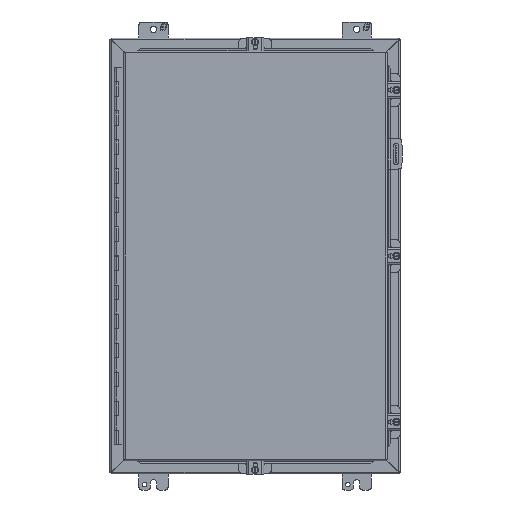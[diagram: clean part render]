
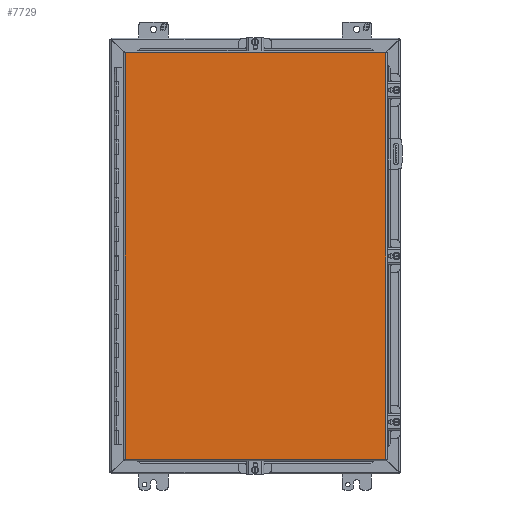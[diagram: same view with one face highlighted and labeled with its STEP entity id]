
A CAD part, front view. The second image highlights one B-rep face of the part: STEP entity #7729.
In plain terms, the highlighted planar face has unit normal (0, -1, 0).
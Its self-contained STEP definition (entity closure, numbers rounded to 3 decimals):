
#746 = CARTESIAN_POINT ( 'NONE',  ( -8.954, -9.21, -13.994 ) ) ;
#1333 = VECTOR ( 'NONE', #34418, 39.37 ) ;
#2078 = EDGE_CURVE ( 'NONE', #25575, #28044, #2425, .T. ) ;
#2425 = LINE ( 'NONE', #14722, #1333 ) ;
#6993 = DIRECTION ( 'NONE',  ( 0., 0., -1. ) ) ;
#7231 = VECTOR ( 'NONE', #15970, 39.37 ) ;
#7478 = EDGE_CURVE ( 'NONE', #48575, #25575, #44013, .T. ) ;
#7729 = ADVANCED_FACE ( 'NONE', ( #19359 ), #26419, .T. ) ;
#8441 = ORIENTED_EDGE ( 'NONE', *, *, #28978, .F. ) ;
#14722 = CARTESIAN_POINT ( 'NONE',  ( -8.954, -9.21, 13.995 ) ) ;
#15120 = CARTESIAN_POINT ( 'NONE',  ( 9.018, -9.21, -13.994 ) ) ;
#15970 = DIRECTION ( 'NONE',  ( 0., 0., 1. ) ) ;
#16012 = LINE ( 'NONE', #43810, #39377 ) ;
#19359 = FACE_OUTER_BOUND ( 'NONE', #51186, .T. ) ;
#20006 = ORIENTED_EDGE ( 'NONE', *, *, #7478, .F. ) ;
#21383 = ORIENTED_EDGE ( 'NONE', *, *, #2078, .F. ) ;
#24853 = AXIS2_PLACEMENT_3D ( 'NONE', #46126, #30893, #6993 ) ;
#25237 = CARTESIAN_POINT ( 'NONE',  ( 9.018, -9.21, 13.995 ) ) ;
#25575 = VERTEX_POINT ( 'NONE', #48337 ) ;
#26419 = PLANE ( 'NONE',  #24853 ) ;
#28044 = VERTEX_POINT ( 'NONE', #25237 ) ;
#28978 = EDGE_CURVE ( 'NONE', #28044, #33082, #42661, .T. ) ;
#30570 = DIRECTION ( 'NONE',  ( 0., 0., -1. ) ) ;
#30893 = DIRECTION ( 'NONE',  ( 0., -1., 0. ) ) ;
#33082 = VERTEX_POINT ( 'NONE', #15120 ) ;
#34418 = DIRECTION ( 'NONE',  ( 1., 0., 0. ) ) ;
#38585 = EDGE_CURVE ( 'NONE', #33082, #48575, #16012, .T. ) ;
#39377 = VECTOR ( 'NONE', #47227, 39.37 ) ;
#42515 = ORIENTED_EDGE ( 'NONE', *, *, #38585, .F. ) ;
#42661 = LINE ( 'NONE', #51503, #42745 ) ;
#42745 = VECTOR ( 'NONE', #30570, 39.37 ) ;
#43810 = CARTESIAN_POINT ( 'NONE',  ( 9.018, -9.21, -13.994 ) ) ;
#44013 = LINE ( 'NONE', #746, #7231 ) ;
#46126 = CARTESIAN_POINT ( 'NONE',  ( -8.954, -9.21, -13.994 ) ) ;
#47227 = DIRECTION ( 'NONE',  ( -1., 0., 0. ) ) ;
#48337 = CARTESIAN_POINT ( 'NONE',  ( -8.954, -9.21, 13.995 ) ) ;
#48474 = CARTESIAN_POINT ( 'NONE',  ( -8.954, -9.21, -13.995 ) ) ;
#48575 = VERTEX_POINT ( 'NONE', #48474 ) ;
#51186 = EDGE_LOOP ( 'NONE', ( #8441, #21383, #20006, #42515 ) ) ;
#51503 = CARTESIAN_POINT ( 'NONE',  ( 9.018, -9.21, 13.995 ) ) ;
